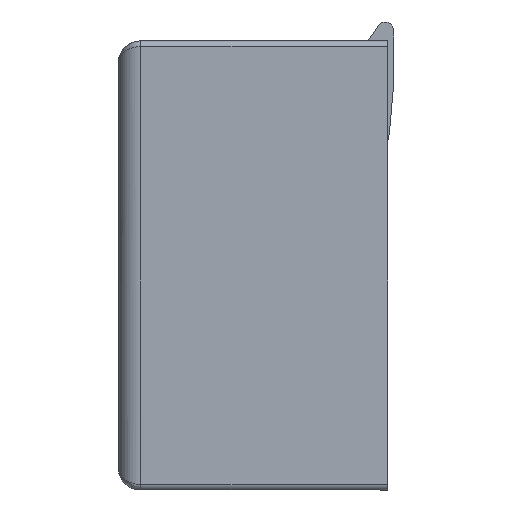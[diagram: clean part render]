
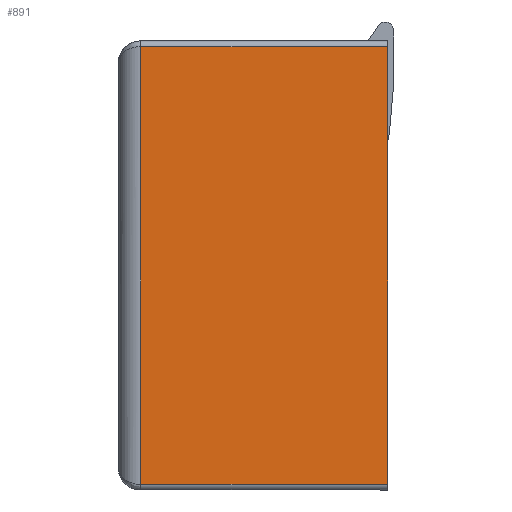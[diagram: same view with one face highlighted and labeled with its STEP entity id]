
A CAD part, front view. The second image highlights one B-rep face of the part: STEP entity #891.
In plain terms, the highlighted face is planar.
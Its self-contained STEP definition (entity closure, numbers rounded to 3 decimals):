
#768 = VECTOR ( 'NONE', #20422, 1000. ) ;
#891 = ADVANCED_FACE ( 'NONE', ( #14373 ), #1069, .F. ) ;
#1069 = PLANE ( 'NONE',  #19901 ) ;
#1488 = CARTESIAN_POINT ( 'NONE',  ( 0.5, 141., 24. ) ) ;
#4755 = CARTESIAN_POINT ( 'NONE',  ( 39.5, 141., 24. ) ) ;
#5132 = LINE ( 'NONE', #1488, #7607 ) ;
#5196 = LINE ( 'NONE', #22190, #768 ) ;
#6072 = CARTESIAN_POINT ( 'NONE',  ( 0., 141., 24. ) ) ;
#6839 = EDGE_LOOP ( 'NONE', ( #14640, #13367, #21742, #16522 ) ) ;
#7009 = DIRECTION ( 'NONE',  ( 0., 0., 1. ) ) ;
#7607 = VECTOR ( 'NONE', #7009, 1000. ) ;
#8222 = EDGE_CURVE ( 'NONE', #21237, #11422, #5196, .T. ) ;
#8718 = CARTESIAN_POINT ( 'NONE',  ( 0., 141., 24. ) ) ;
#9944 = VERTEX_POINT ( 'NONE', #22641 ) ;
#10034 = EDGE_CURVE ( 'NONE', #11422, #9944, #5132, .T. ) ;
#10743 = VECTOR ( 'NONE', #18732, 1000. ) ;
#11422 = VERTEX_POINT ( 'NONE', #12900 ) ;
#12900 = CARTESIAN_POINT ( 'NONE',  ( 0.5, 141., 2. ) ) ;
#13367 = ORIENTED_EDGE ( 'NONE', *, *, #10034, .T. ) ;
#13748 = EDGE_CURVE ( 'NONE', #21567, #21237, #21883, .T. ) ;
#14117 = EDGE_CURVE ( 'NONE', #21567, #9944, #20924, .T. ) ;
#14373 = FACE_OUTER_BOUND ( 'NONE', #6839, .T. ) ;
#14482 = DIRECTION ( 'NONE',  ( 0., 0., -1. ) ) ;
#14640 = ORIENTED_EDGE ( 'NONE', *, *, #8222, .T. ) ;
#15442 = DIRECTION ( 'NONE',  ( -1., 0., 0. ) ) ;
#15953 = VECTOR ( 'NONE', #15442, 1000. ) ;
#16522 = ORIENTED_EDGE ( 'NONE', *, *, #13748, .T. ) ;
#16750 = CARTESIAN_POINT ( 'NONE',  ( 39.5, 141., 24. ) ) ;
#18732 = DIRECTION ( 'NONE',  ( 0., 0., -1. ) ) ;
#19901 = AXIS2_PLACEMENT_3D ( 'NONE', #8718, #23981, #14482 ) ;
#20422 = DIRECTION ( 'NONE',  ( -1., 0., 0. ) ) ;
#20924 = LINE ( 'NONE', #6072, #15953 ) ;
#21237 = VERTEX_POINT ( 'NONE', #22149 ) ;
#21567 = VERTEX_POINT ( 'NONE', #16750 ) ;
#21742 = ORIENTED_EDGE ( 'NONE', *, *, #14117, .F. ) ;
#21883 = LINE ( 'NONE', #4755, #10743 ) ;
#22149 = CARTESIAN_POINT ( 'NONE',  ( 39.5, 141., 2. ) ) ;
#22190 = CARTESIAN_POINT ( 'NONE',  ( 0., 141., 2. ) ) ;
#22641 = CARTESIAN_POINT ( 'NONE',  ( 0.5, 141., 24. ) ) ;
#23981 = DIRECTION ( 'NONE',  ( 0., -1., 0. ) ) ;
